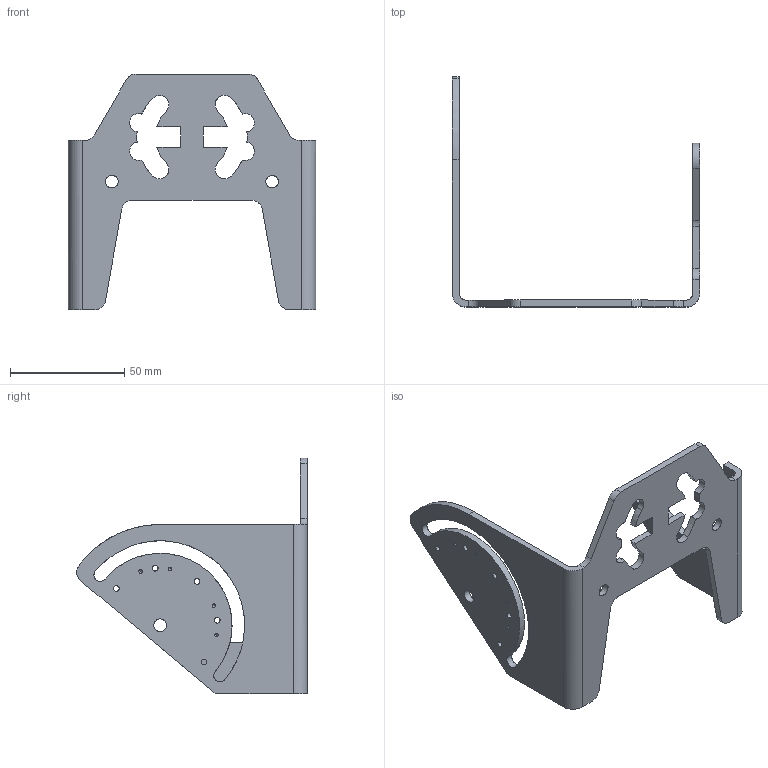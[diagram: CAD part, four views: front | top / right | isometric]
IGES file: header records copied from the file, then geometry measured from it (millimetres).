
Global section: file name: DSD0554.igs; preprocessor: I-DEAS 3D IGES Translator 13; date: 20130521.091358; units: millimetre
Bounding box: 108 x 100.58 x 103 mm (x, y, z)
Volume: 36712.3 mm3; surface area: 28428.4 mm2
Topology: 1 solids, 1 shells, 93 faces, 261 edges, 174 vertices
Faces by surface type: bspline 93
